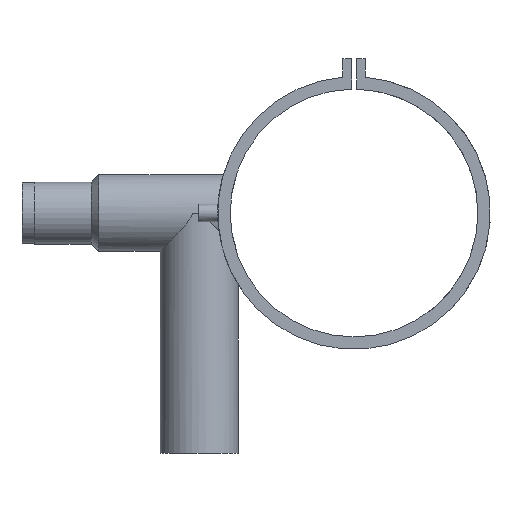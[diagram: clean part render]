
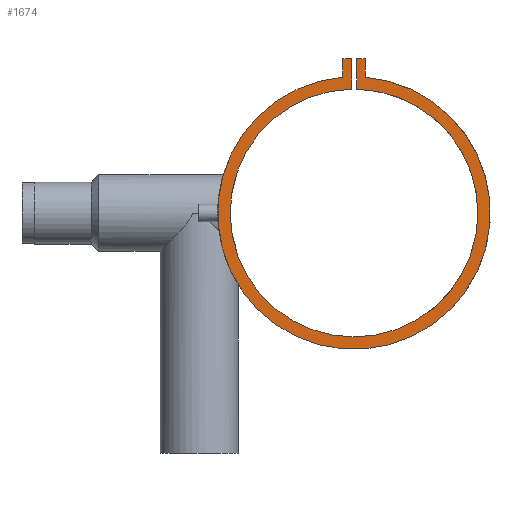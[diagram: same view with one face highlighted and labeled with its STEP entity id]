
A CAD part, left-side view. The second image highlights one B-rep face of the part: STEP entity #1674.
In plain terms, the highlighted planar face has unit normal (-1, 0, 0).
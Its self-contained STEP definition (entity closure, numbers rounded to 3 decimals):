
#65 = EDGE_CURVE ( 'NONE', #842, #558, #1976, .T. ) ;
#76 = CARTESIAN_POINT ( 'NONE',  ( -69., -2., 124.631 ) ) ;
#110 = CARTESIAN_POINT ( 'NONE',  ( -69., -2., 99.98 ) ) ;
#113 = VECTOR ( 'NONE', #1009, 1000. ) ;
#118 = LINE ( 'NONE', #1048, #1765 ) ;
#181 = VERTEX_POINT ( 'NONE', #772 ) ;
#223 = CARTESIAN_POINT ( 'NONE',  ( -69., 2., 124.631 ) ) ;
#227 = CARTESIAN_POINT ( 'NONE',  ( -69., -2., 124.631 ) ) ;
#254 = EDGE_CURVE ( 'NONE', #1955, #1629, #118, .T. ) ;
#291 = CARTESIAN_POINT ( 'NONE',  ( -69., 9., 124.631 ) ) ;
#300 = EDGE_CURVE ( 'NONE', #346, #842, #646, .T. ) ;
#328 = DIRECTION ( 'NONE',  ( 0., 0., -1. ) ) ;
#346 = VERTEX_POINT ( 'NONE', #223 ) ;
#355 = DIRECTION ( 'NONE',  ( 0., 0., -1. ) ) ;
#368 = VECTOR ( 'NONE', #1672, 1000. ) ;
#513 = AXIS2_PLACEMENT_3D ( 'NONE', #688, #1504, #2265 ) ;
#515 = VECTOR ( 'NONE', #2137, 1000. ) ;
#518 = LINE ( 'NONE', #1369, #515 ) ;
#558 = VERTEX_POINT ( 'NONE', #110 ) ;
#643 = VERTEX_POINT ( 'NONE', #964 ) ;
#646 = LINE ( 'NONE', #1471, #1690 ) ;
#688 = CARTESIAN_POINT ( 'NONE',  ( -69., 0., 0. ) ) ;
#731 = EDGE_CURVE ( 'NONE', #1629, #181, #1427, .T. ) ;
#740 = ORIENTED_EDGE ( 'NONE', *, *, #2264, .F. ) ;
#772 = CARTESIAN_POINT ( 'NONE',  ( -69., -9., 109.631 ) ) ;
#800 = ORIENTED_EDGE ( 'NONE', *, *, #1798, .F. ) ;
#804 = CIRCLE ( 'NONE', #2233, 110. ) ;
#811 = ORIENTED_EDGE ( 'NONE', *, *, #300, .F. ) ;
#816 = ORIENTED_EDGE ( 'NONE', *, *, #65, .F. ) ;
#826 = ORIENTED_EDGE ( 'NONE', *, *, #2035, .F. ) ;
#831 = ORIENTED_EDGE ( 'NONE', *, *, #254, .F. ) ;
#842 = VERTEX_POINT ( 'NONE', #1160 ) ;
#859 = ORIENTED_EDGE ( 'NONE', *, *, #731, .F. ) ;
#872 = ORIENTED_EDGE ( 'NONE', *, *, #2474, .F. ) ;
#886 = CARTESIAN_POINT ( 'NONE',  ( -69., 9., 124.631 ) ) ;
#901 = VERTEX_POINT ( 'NONE', #291 ) ;
#908 = DIRECTION ( 'NONE',  ( 1., 0., 0. ) ) ;
#964 = CARTESIAN_POINT ( 'NONE',  ( -69., 9., 109.631 ) ) ;
#1008 = EDGE_LOOP ( 'NONE', ( #872, #859, #831, #826, #816, #811, #800, #740 ) ) ;
#1009 = DIRECTION ( 'NONE',  ( 0., 0., 1. ) ) ;
#1048 = CARTESIAN_POINT ( 'NONE',  ( -69., -2., 124.631 ) ) ;
#1160 = CARTESIAN_POINT ( 'NONE',  ( -69., 2., 99.98 ) ) ;
#1210 = VECTOR ( 'NONE', #355, 1000. ) ;
#1369 = CARTESIAN_POINT ( 'NONE',  ( -69., 9., 124.631 ) ) ;
#1404 = CARTESIAN_POINT ( 'NONE',  ( -69., 0., 0. ) ) ;
#1427 = LINE ( 'NONE', #2188, #1210 ) ;
#1471 = CARTESIAN_POINT ( 'NONE',  ( -69., 2., 124.631 ) ) ;
#1504 = DIRECTION ( 'NONE',  ( 1., 0., 0. ) ) ;
#1629 = VERTEX_POINT ( 'NONE', #2026 ) ;
#1672 = DIRECTION ( 'NONE',  ( 0., -1., 0. ) ) ;
#1674 = ADVANCED_FACE ( 'NONE', ( #1697 ), #2439, .F. ) ;
#1690 = VECTOR ( 'NONE', #2229, 1000. ) ;
#1695 = DIRECTION ( 'NONE',  ( 0., 0., -1. ) ) ;
#1697 = FACE_OUTER_BOUND ( 'NONE', #1008, .T. ) ;
#1765 = VECTOR ( 'NONE', #1818, 1000. ) ;
#1798 = EDGE_CURVE ( 'NONE', #901, #346, #2594, .T. ) ;
#1818 = DIRECTION ( 'NONE',  ( 0., -1., 0. ) ) ;
#1955 = VERTEX_POINT ( 'NONE', #227 ) ;
#1969 = AXIS2_PLACEMENT_3D ( 'NONE', #1404, #2169, #328 ) ;
#1972 = LINE ( 'NONE', #76, #113 ) ;
#1976 = CIRCLE ( 'NONE', #1969, 100. ) ;
#2026 = CARTESIAN_POINT ( 'NONE',  ( -69., -9., 124.631 ) ) ;
#2035 = EDGE_CURVE ( 'NONE', #558, #1955, #1972, .T. ) ;
#2137 = DIRECTION ( 'NONE',  ( 0., 0., 1. ) ) ;
#2169 = DIRECTION ( 'NONE',  ( -1., 0., 0. ) ) ;
#2188 = CARTESIAN_POINT ( 'NONE',  ( -69., -9., 124.631 ) ) ;
#2229 = DIRECTION ( 'NONE',  ( 0., 0., -1. ) ) ;
#2233 = AXIS2_PLACEMENT_3D ( 'NONE', #2611, #908, #1695 ) ;
#2264 = EDGE_CURVE ( 'NONE', #643, #901, #518, .T. ) ;
#2265 = DIRECTION ( 'NONE',  ( 0., 0., -1. ) ) ;
#2439 = PLANE ( 'NONE',  #513 ) ;
#2474 = EDGE_CURVE ( 'NONE', #181, #643, #804, .T. ) ;
#2594 = LINE ( 'NONE', #886, #368 ) ;
#2611 = CARTESIAN_POINT ( 'NONE',  ( -69., 0., 0. ) ) ;
